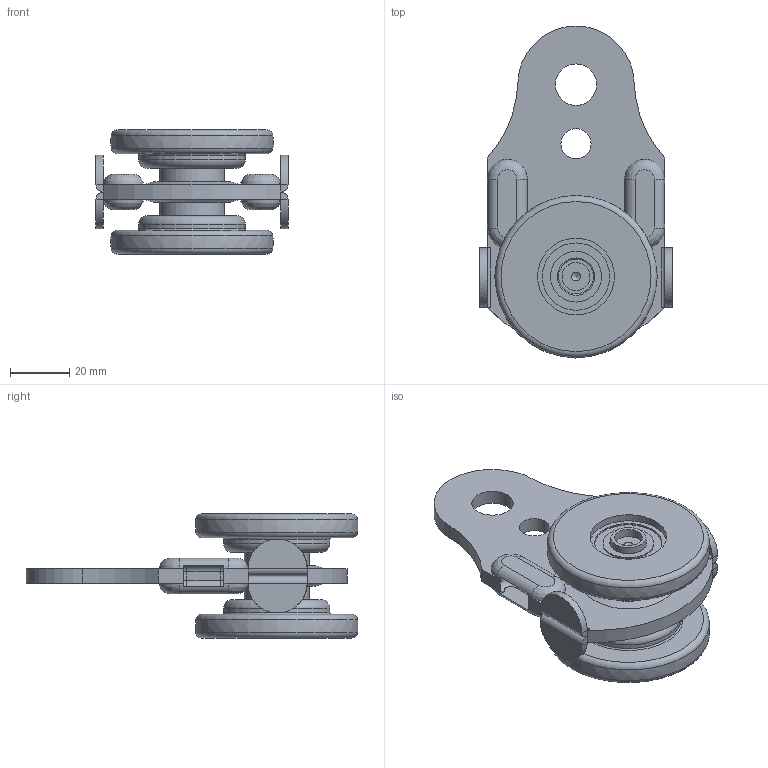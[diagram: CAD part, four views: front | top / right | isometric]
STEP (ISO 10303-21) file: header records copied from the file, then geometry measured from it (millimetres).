
FILE_DESCRIPTION(/* description */ (''),/* implementation_level */ '2;1');
FILE_NAME(/* name */ '2761.stp',/* time_stamp */ '2017-07-03T14:08:19+02:00',/* author */ ('Giuliano'),/* organization */ (''),/* preprocessor_version */ 'ST-DEVELOPER v16.5',/* originating_system */ 'Autodesk Inventor 2017',/* authorisation */ '');
FILE_SCHEMA (('AUTOMOTIVE_DESIGN { 1 0 10303 214 3 1 1 }'));
Length unit declared in the file: millimetre
Products named in the file (1): Pièce1
Bounding box: 65 x 112.35 x 42 mm (x, y, z)
Volume: 72886.6 mm3; surface area: 37235.6 mm2
Topology: 1 solids, 24 shells, 250 faces, 588 edges, 388 vertices
Faces by surface type: plane 90, cylinder 72, torus 56, sphere 16, bspline 10, cone 6
Full cylindrical faces by diameter (mm): 3 x2, 9.5 x2, 10.2 x1, 11.8 x2, 12 x2, 12.2 x2, 14 x1, 17.216 x8, 22 x2, 22.784 x8, 26 x4, 28 x4, 36 x2
Entity records: 7087 total; most frequent: CARTESIAN_POINT 1371, DIRECTION 1216, ORIENTED_EDGE 978, AXIS2_PLACEMENT_3D 528, EDGE_CURVE 457, EDGE_LOOP 372, VERTEX_POINT 327, CIRCLE 287
